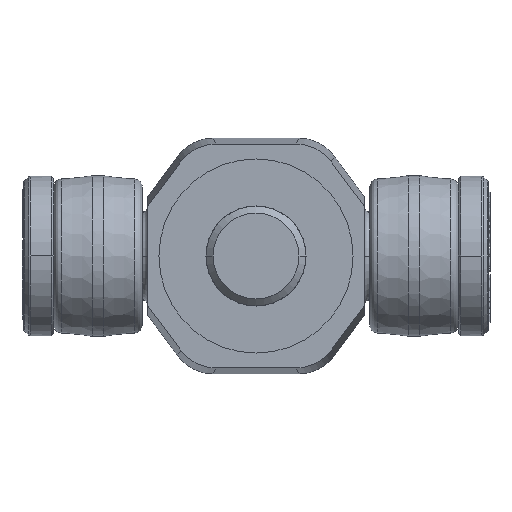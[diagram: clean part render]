
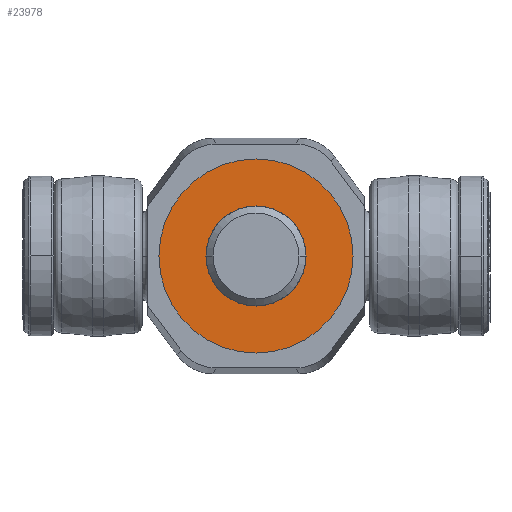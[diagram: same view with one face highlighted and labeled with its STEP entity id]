
A CAD part, front view. The second image highlights one B-rep face of the part: STEP entity #23978.
In plain terms, the highlighted face is planar.
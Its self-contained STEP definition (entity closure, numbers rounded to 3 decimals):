
#22100=CARTESIAN_POINT('',(0.,0.,-5.5));
#22101=DIRECTION('',(0.,0.,-1.));
#22102=DIRECTION('',(-1.,0.,0.));
#22103=AXIS2_PLACEMENT_3D('',#22100,#22101,#22102);
#22105=CARTESIAN_POINT('',(0.,0.,-5.5));
#22106=DIRECTION('',(0.,0.,-1.));
#22107=DIRECTION('',(1.,0.,0.));
#22108=AXIS2_PLACEMENT_3D('',#22105,#22106,#22107);
#22110=CARTESIAN_POINT('',(0.,0.,-5.5));
#22111=DIRECTION('',(0.,0.,1.));
#22112=DIRECTION('',(-1.,0.,0.));
#22113=AXIS2_PLACEMENT_3D('',#22110,#22111,#22112);
#22115=CARTESIAN_POINT('',(0.,0.,-5.5));
#22116=DIRECTION('',(0.,0.,1.));
#22117=DIRECTION('',(1.,0.,0.));
#22118=AXIS2_PLACEMENT_3D('',#22115,#22116,#22117);
#22465=CARTESIAN_POINT('',(-35.,0.,-5.5));
#22466=CARTESIAN_POINT('',(35.,0.,-5.5));
#22467=VERTEX_POINT('',#22465);
#22468=VERTEX_POINT('',#22466);
#22469=CARTESIAN_POINT('',(-18.05,0.,-5.5));
#22470=CARTESIAN_POINT('',(18.05,0.,-5.5));
#22471=VERTEX_POINT('',#22469);
#22472=VERTEX_POINT('',#22470);
#23963=CARTESIAN_POINT('',(0.,-65.2,-5.5));
#23964=DIRECTION('',(0.,0.,-1.));
#23965=DIRECTION('',(-1.,0.,0.));
#23966=AXIS2_PLACEMENT_3D('',#23963,#23964,#23965);
#23967=PLANE('',#23966);
#23969=ORIENTED_EDGE('',*,*,#23968,.F.);
#23971=ORIENTED_EDGE('',*,*,#23970,.F.);
#23972=EDGE_LOOP('',(#23969,#23971));
#23973=FACE_OUTER_BOUND('',#23972,.F.);
#23974=ORIENTED_EDGE('',*,*,#23942,.F.);
#23975=ORIENTED_EDGE('',*,*,#23956,.F.);
#23976=EDGE_LOOP('',(#23974,#23975));
#23977=FACE_BOUND('',#23976,.F.);
#23978=ADVANCED_FACE('',(#23973,#23977),#23967,.T.);
#22104=CIRCLE('',#22103,35.);
#22109=CIRCLE('',#22108,35.);
#22114=CIRCLE('',#22113,18.05);
#22119=CIRCLE('',#22118,18.05);
#23942=EDGE_CURVE('',#22471,#22472,#22114,.T.);
#23956=EDGE_CURVE('',#22472,#22471,#22119,.T.);
#23968=EDGE_CURVE('',#22467,#22468,#22104,.T.);
#23970=EDGE_CURVE('',#22468,#22467,#22109,.T.);
